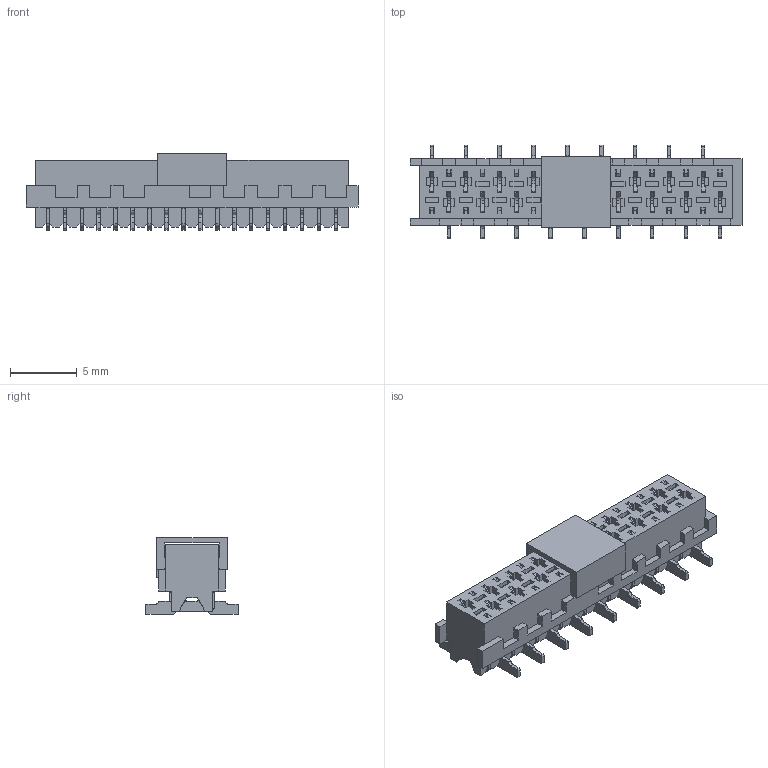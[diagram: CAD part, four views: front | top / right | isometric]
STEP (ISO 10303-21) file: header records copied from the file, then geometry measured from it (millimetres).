
FILE_DESCRIPTION(/* description */ ('Unknown'),/* implementation_level */ '2;1');
FILE_NAME(/* name */ 'J_Wurth_WR-MM_690367281876',/* time_stamp */ '2025-05-08T09:38:51+08:00',/* author */ ('Unknown'),/* organization */ ('Unknown'),/* preprocessor_version */ 'ST-DEVELOPER v19.4',/* originating_system */ 'Solid Edge',/* authorisation */ 'Unknown');
FILE_SCHEMA (('AUTOMOTIVE_DESIGN {1 0 10303 214 3 1 1}'));
Length unit declared in the file: millimetre
Products named in the file (2): J_Wurth_WR-MM_690367281876
Assembly tree (1 placements, depth 2):
  J_Wurth_WR-MM_690367281876
    J_Wurth_WR-MM_690367281876
Bounding box: 24.86 x 7 x 5.75 mm (x, y, z)
Volume: 427.2 mm3; surface area: 1454.1 mm2
Topology: 1 solids, 1 shells, 1565 faces, 4774 edges, 3059 vertices
Faces by surface type: plane 1277, cylinder 288
Entity records: 63896 total; most frequent: ORIENTED_EDGE 9548, CARTESIAN_POINT 9400, DIRECTION 8592, EDGE_CURVE 4774, LINE 4090, VECTOR 4090, VERTEX_POINT 3059, AXIS2_PLACEMENT_3D 2251
